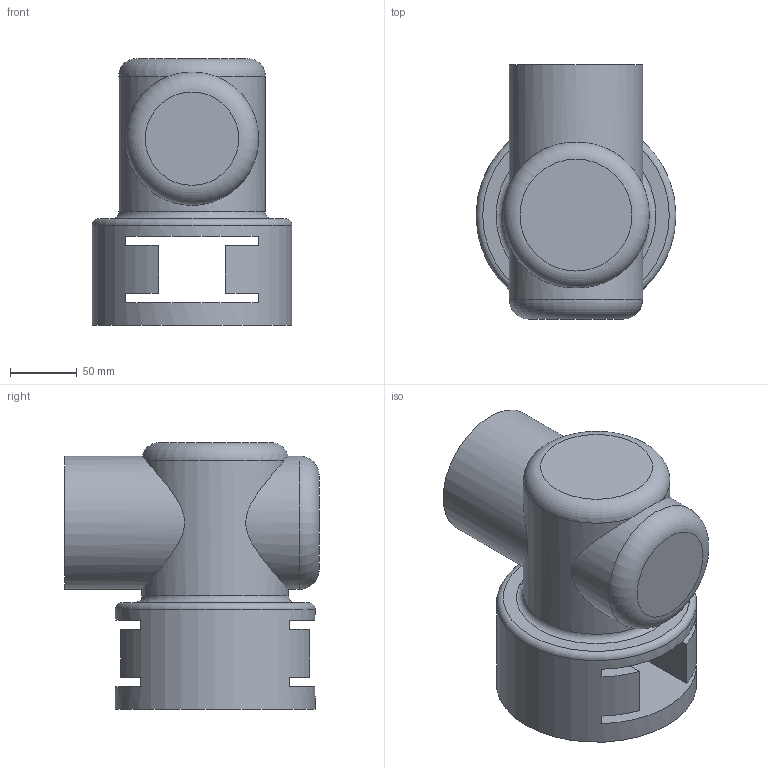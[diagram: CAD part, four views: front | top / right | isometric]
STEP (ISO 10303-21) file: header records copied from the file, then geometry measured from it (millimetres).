
FILE_DESCRIPTION(/* description */ ('STEP AP214'),/* implementation_level */ '2;1');
FILE_NAME(/* name */ '66073ef29cf91a14da95fd1d',/* time_stamp */ '2024-03-29T22:21:38Z',/* author */ (''),/* organization */ (''),/* preprocessor_version */ 'ST-DEVELOPER v19.4',/* originating_system */ ' ',/* authorisation */ ' ');
FILE_SCHEMA (('AUTOMOTIVE_DESIGN {1 0 10303 214 3 1 1}'));
Length unit declared in the file: metre
Products named in the file (1): Base
Bounding box: 150 x 190.8 x 200 mm (x, y, z)
Volume: 2404380.5 mm3; surface area: 207605.8 mm2
Topology: 1 solids, 1 shells, 27 faces, 67 edges, 44 vertices
Faces by surface type: plane 18, cylinder 5, torus 4
Full cylindrical faces by diameter (mm): 80 x1, 100 x2, 110 x1, 150 x1
Entity records: 880 total; most frequent: CARTESIAN_POINT 254, DIRECTION 130, ORIENTED_EDGE 106, EDGE_CURVE 53, AXIS2_PLACEMENT_3D 53, EDGE_LOOP 40, FACE_BOUND 40, VERTEX_POINT 39
